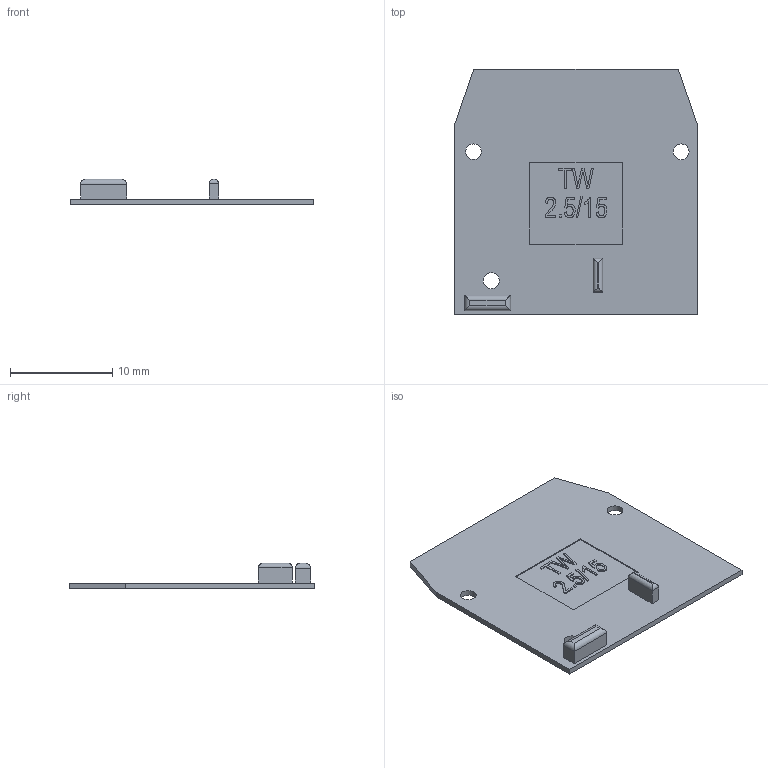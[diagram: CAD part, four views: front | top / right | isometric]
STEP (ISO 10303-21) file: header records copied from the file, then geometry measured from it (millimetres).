
FILE_DESCRIPTION(/* description */ (''),/* implementation_level */ '2;1');
FILE_NAME(/* name */ 'TW_2-5_15.stp',/* time_stamp */ '2019-10-23T09:07:52+02:00',/* author */ (''),/* organization */ (''),/* preprocessor_version */ 'ST-DEVELOPER v16.7',/* originating_system */ 'SIEMENS PLM Software NX 12.0',/* authorisation */ '');
FILE_SCHEMA (('AUTOMOTIVE_DESIGN { 1 0 10303 214 3 1 1 1 }'));
Length unit declared in the file: millimetre
Products named in the file (1): scho17D8A66Ctflo
Bounding box: 23.8 x 24 x 2.5 mm (x, y, z)
Volume: 316.9 mm3; surface area: 1214 mm2
Topology: 1 solids, 1 shells, 126 faces, 334 edges, 221 vertices
Faces by surface type: plane 83, extrusion 32, cylinder 11
Full cylindrical faces by diameter (mm): 1.55 x3
Entity records: 4266 total; most frequent: CARTESIAN_POINT 1441, ORIENTED_EDGE 656, DIRECTION 396, EDGE_CURVE 328, VERTEX_POINT 218, B_SPLINE_CURVE_WITH_KNOTS 200, VECTOR 178, EDGE_LOOP 146
